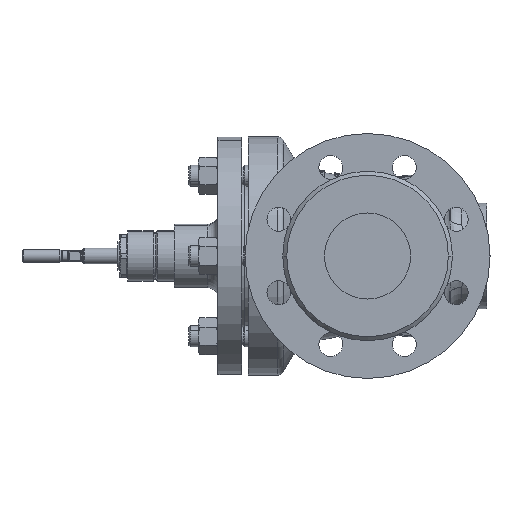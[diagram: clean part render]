
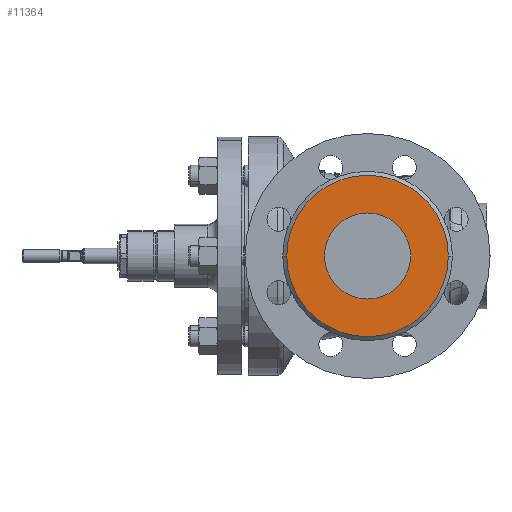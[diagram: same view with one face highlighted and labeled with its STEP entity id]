
A CAD part, left-side view. The second image highlights one B-rep face of the part: STEP entity #11364.
In plain terms, the highlighted planar face has unit normal (-1, 0, 0).
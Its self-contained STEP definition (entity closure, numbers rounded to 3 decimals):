
#895 = CARTESIAN_POINT ( 'NONE',  ( -145., 0., 0. ) ) ;
#6487 = CARTESIAN_POINT ( 'NONE',  ( -145., 0., 0. ) ) ;
#7108 = CIRCLE ( 'NONE', #46271, 32.5 ) ;
#10847 = AXIS2_PLACEMENT_3D ( 'NONE', #138669, #110686, #166631 ) ;
#11364 = ADVANCED_FACE ( 'NONE', ( #155598, #114240 ), #152644, .F. ) ;
#14889 = DIRECTION ( 'NONE',  ( 0., 1., 0. ) ) ;
#20463 = DIRECTION ( 'NONE',  ( 0., -1., 0. ) ) ;
#20881 = VERTEX_POINT ( 'NONE', #110920 ) ;
#26736 = VERTEX_POINT ( 'NONE', #148843 ) ;
#32567 = AXIS2_PLACEMENT_3D ( 'NONE', #895, #98246, #14889 ) ;
#35716 = EDGE_CURVE ( 'NONE', #20881, #26736, #7108, .T. ) ;
#42503 = DIRECTION ( 'NONE',  ( 1., 0., 0. ) ) ;
#45632 = DIRECTION ( 'NONE',  ( -1., 0., 0. ) ) ;
#46271 = AXIS2_PLACEMENT_3D ( 'NONE', #129025, #45632, #143011 ) ;
#49786 = EDGE_CURVE ( 'NONE', #105462, #155046, #135086, .T. ) ;
#57959 = AXIS2_PLACEMENT_3D ( 'NONE', #6487, #103809, #20463 ) ;
#80801 = CIRCLE ( 'NONE', #57959, 32.5 ) ;
#98246 = DIRECTION ( 'NONE',  ( 1., 0., 0. ) ) ;
#99632 = ORIENTED_EDGE ( 'NONE', *, *, #135684, .F. ) ;
#102799 = ORIENTED_EDGE ( 'NONE', *, *, #35716, .F. ) ;
#103809 = DIRECTION ( 'NONE',  ( -1., 0., 0. ) ) ;
#105462 = VERTEX_POINT ( 'NONE', #130950 ) ;
#106727 = EDGE_LOOP ( 'NONE', ( #140189, #102799 ) ) ;
#107961 = EDGE_CURVE ( 'NONE', #26736, #20881, #80801, .T. ) ;
#110314 = CIRCLE ( 'NONE', #32567, 61. ) ;
#110686 = DIRECTION ( 'NONE',  ( 1., 0., 0. ) ) ;
#110920 = CARTESIAN_POINT ( 'NONE',  ( -145., 32.5, 0. ) ) ;
#114240 = FACE_OUTER_BOUND ( 'NONE', #176418, .T. ) ;
#125909 = CARTESIAN_POINT ( 'NONE',  ( -145., 0., 0. ) ) ;
#129025 = CARTESIAN_POINT ( 'NONE',  ( -145., 0., 0. ) ) ;
#130950 = CARTESIAN_POINT ( 'NONE',  ( -145., -61., 0. ) ) ;
#133986 = AXIS2_PLACEMENT_3D ( 'NONE', #125909, #42503, #139891 ) ;
#135086 = CIRCLE ( 'NONE', #133986, 61. ) ;
#135684 = EDGE_CURVE ( 'NONE', #155046, #105462, #110314, .T. ) ;
#138669 = CARTESIAN_POINT ( 'NONE',  ( -145., 0., 0. ) ) ;
#139891 = DIRECTION ( 'NONE',  ( 0., 1., 0. ) ) ;
#140189 = ORIENTED_EDGE ( 'NONE', *, *, #107961, .F. ) ;
#143011 = DIRECTION ( 'NONE',  ( 0., -1., 0. ) ) ;
#148843 = CARTESIAN_POINT ( 'NONE',  ( -145., -32.5, 0. ) ) ;
#152644 = PLANE ( 'NONE',  #10847 ) ;
#155046 = VERTEX_POINT ( 'NONE', #155605 ) ;
#155598 = FACE_BOUND ( 'NONE', #106727, .T. ) ;
#155605 = CARTESIAN_POINT ( 'NONE',  ( -145., 61., 0. ) ) ;
#158648 = ORIENTED_EDGE ( 'NONE', *, *, #49786, .F. ) ;
#166631 = DIRECTION ( 'NONE',  ( 0., 1., 0. ) ) ;
#176418 = EDGE_LOOP ( 'NONE', ( #99632, #158648 ) ) ;
